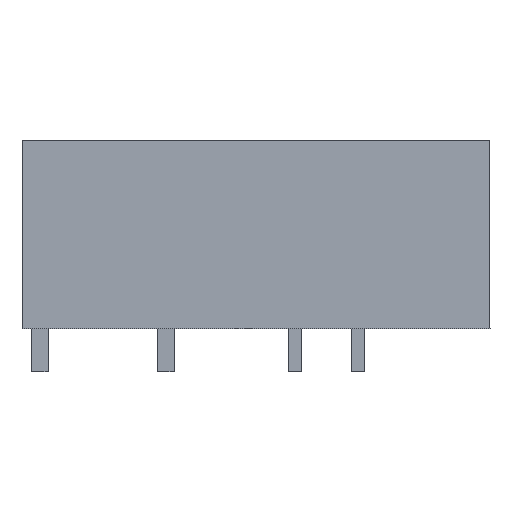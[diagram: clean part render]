
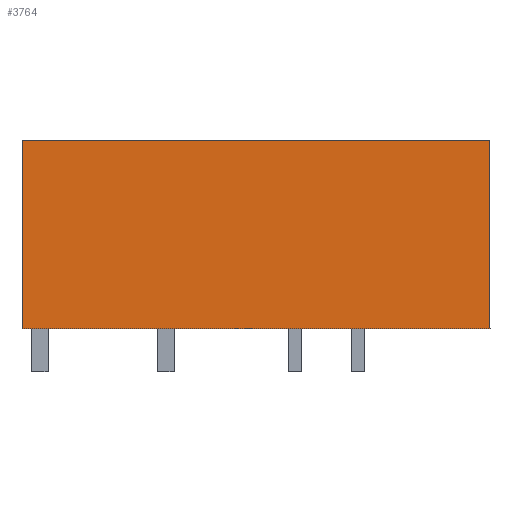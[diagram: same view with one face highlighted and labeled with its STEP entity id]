
A CAD part, left-side view. The second image highlights one B-rep face of the part: STEP entity #3764.
In plain terms, the highlighted planar face has unit normal (-1, 0, 0).
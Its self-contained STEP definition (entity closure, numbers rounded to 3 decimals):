
#3751=AXIS2_PLACEMENT_3D('Plane Axis2P3D',#3748,#3749,#3750) ;
#1238=CARTESIAN_POINT('Vertex',(0.,28.3,2.6)) ;
#1241=CARTESIAN_POINT('Line Origine',(0.,28.3,8.3)) ;
#1245=CARTESIAN_POINT('Vertex',(0.,28.3,14.)) ;
#1273=CARTESIAN_POINT('Line Origine',(0.,14.15,14.)) ;
#1277=CARTESIAN_POINT('Vertex',(0.,0.,14.)) ;
#3075=CARTESIAN_POINT('Line Origine',(0.,0.,8.3)) ;
#3079=CARTESIAN_POINT('Vertex',(0.,0.,2.6)) ;
#3748=CARTESIAN_POINT('Axis2P3D Location',(0.,28.3,-0.9)) ;
#3753=CARTESIAN_POINT('Line Origine',(0.,14.15,2.6)) ;
#1242=DIRECTION('Vector Direction',(0.,0.,1.)) ;
#1274=DIRECTION('Vector Direction',(0.,1.,0.)) ;
#3076=DIRECTION('Vector Direction',(0.,0.,-1.)) ;
#3749=DIRECTION('Axis2P3D Direction',(-1.,0.,0.)) ;
#3750=DIRECTION('Axis2P3D XDirection',(0.,-1.,0.)) ;
#3754=DIRECTION('Vector Direction',(0.,1.,0.)) ;
#1243=VECTOR('Line Direction',#1242,1.) ;
#1275=VECTOR('Line Direction',#1274,1.) ;
#3077=VECTOR('Line Direction',#3076,1.) ;
#3755=VECTOR('Line Direction',#3754,1.) ;
#3759=ORIENTED_EDGE('',*,*,#3757,.F.) ;
#3760=ORIENTED_EDGE('',*,*,#3081,.F.) ;
#3761=ORIENTED_EDGE('',*,*,#1279,.T.) ;
#3762=ORIENTED_EDGE('',*,*,#1247,.T.) ;
#3764=ADVANCED_FACE('housing',(#3763),#3752,.T.) ;
#1247=EDGE_CURVE('',#1246,#1239,#1244,.F.) ;
#1279=EDGE_CURVE('',#1278,#1246,#1276,.T.) ;
#3081=EDGE_CURVE('',#1278,#3080,#3078,.T.) ;
#3757=EDGE_CURVE('',#3080,#1239,#3756,.T.) ;
#3758=EDGE_LOOP('',(#3759,#3760,#3761,#3762)) ;
#3763=FACE_OUTER_BOUND('',#3758,.T.) ;
#1244=LINE('Line',#1241,#1243) ;
#1276=LINE('Line',#1273,#1275) ;
#3078=LINE('Line',#3075,#3077) ;
#3756=LINE('Line',#3753,#3755) ;
#3752=PLANE('',#3751) ;
#1239=VERTEX_POINT('',#1238) ;
#1246=VERTEX_POINT('',#1245) ;
#1278=VERTEX_POINT('',#1277) ;
#3080=VERTEX_POINT('',#3079) ;
